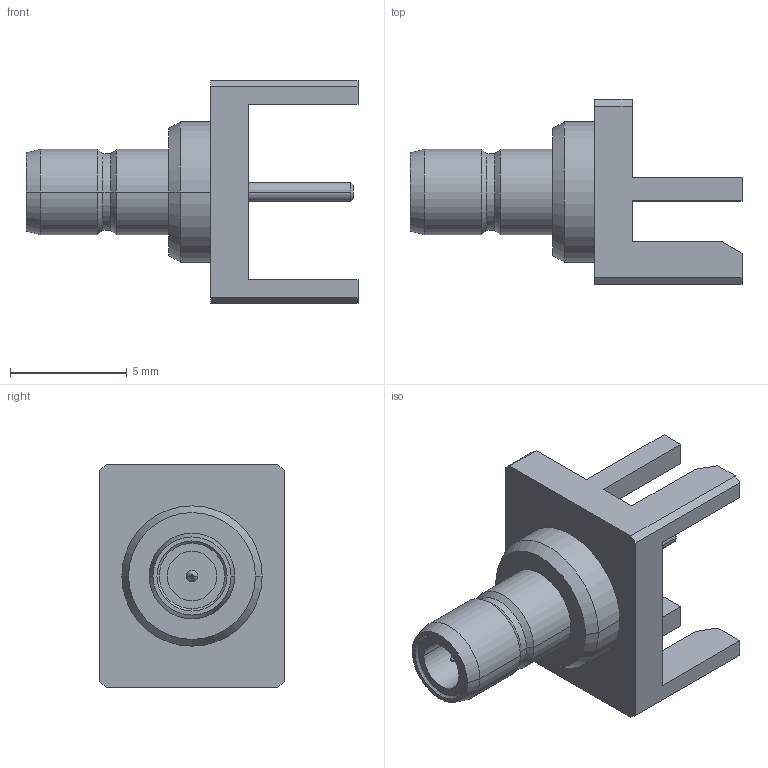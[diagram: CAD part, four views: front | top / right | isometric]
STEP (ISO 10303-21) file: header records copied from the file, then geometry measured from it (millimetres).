
FILE_DESCRIPTION (( 'STEP AP214' ), '1' );
FILE_NAME ('FMCN5499_3D.step', '2025-08-25T14:11:15', ( '' ), ( '' ), 'SwSTEP 2.0', 'SolidWorks 2022', '' );
FILE_SCHEMA (( 'AUTOMOTIVE_DESIGN' ));
Length unit declared in the file: millimetre
Products named in the file (1): FMCN5499_3D
Bounding box: 14.2 x 7.9 x 9.5 mm (x, y, z)
Volume: 247.9 mm3; surface area: 429.5 mm2
Topology: 1 solids, 1 shells, 60 faces, 142 edges, 90 vertices
Faces by surface type: plane 28, cylinder 18, cone 14
Entity records: 1758 total; most frequent: DIRECTION 314, CARTESIAN_POINT 293, ORIENTED_EDGE 284, EDGE_CURVE 142, AXIS2_PLACEMENT_3D 111, LINE 92, VECTOR 92, VERTEX_POINT 90
